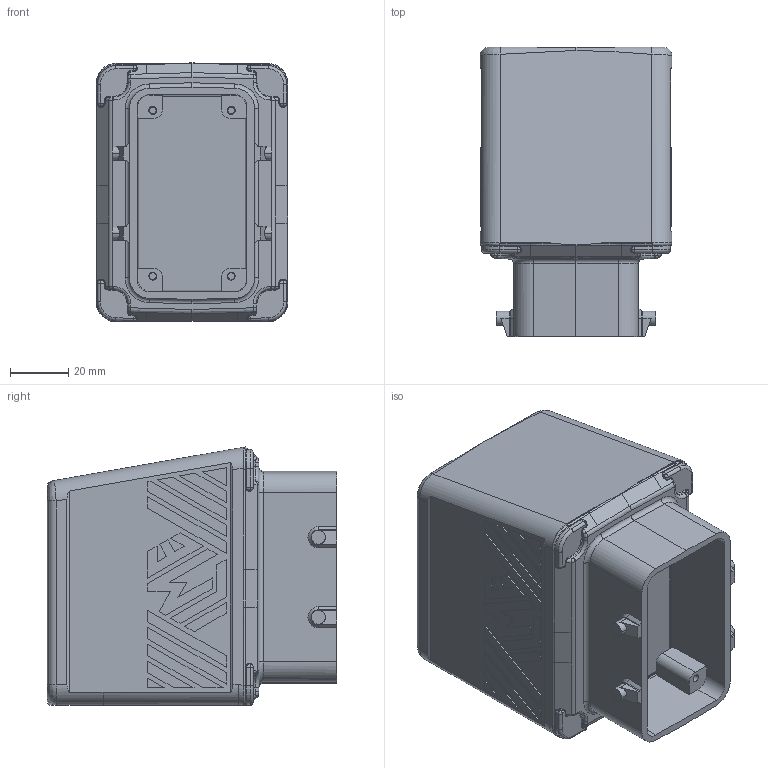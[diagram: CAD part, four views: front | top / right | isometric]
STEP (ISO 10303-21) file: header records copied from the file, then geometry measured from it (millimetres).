
FILE_DESCRIPTION(('CoCreate Modeling STEP Export'),'2;1');
FILE_NAME('CBC 10.stp','2011-05-18T10:36:25',(''),(''),'CoCreate Modeling STEP processor for AP214 (Solid Model)','CoCreate Modeling 16.00A 16-Aug-2008 (C) Parametric Technology GmbH','');
FILE_SCHEMA(('AUTOMOTIVE_DESIGN { 1 0 10303 214 1 1 1 1 }'));
Length unit declared in the file: millimetre
Products named in the file (2): 53848_Body_1_Body_1.1
Assembly tree (1 placements, depth 2):
  53848_Body_1_Body_1.1
    53848_Body_1_Body_1.1
Bounding box: 66.01 x 99.49 x 88.76 mm (x, y, z)
Volume: 409360.1 mm3; surface area: 43779.3 mm2
Topology: 1 solids, 1 shells, 606 faces, 1495 edges, 919 vertices
Faces by surface type: plane 296, cylinder 146, bspline 112, torus 28, sphere 12, cone 12
Entity records: 30536 total; most frequent: CARTESIAN_POINT 16778, ORIENTED_EDGE 2978, DIRECTION 2461, EDGE_CURVE 1489, VECTOR 923, LINE 923, VERTEX_POINT 919, AXIS2_PLACEMENT_3D 769
